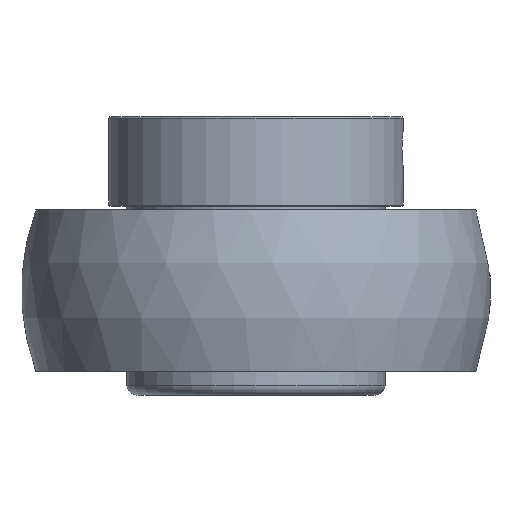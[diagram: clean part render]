
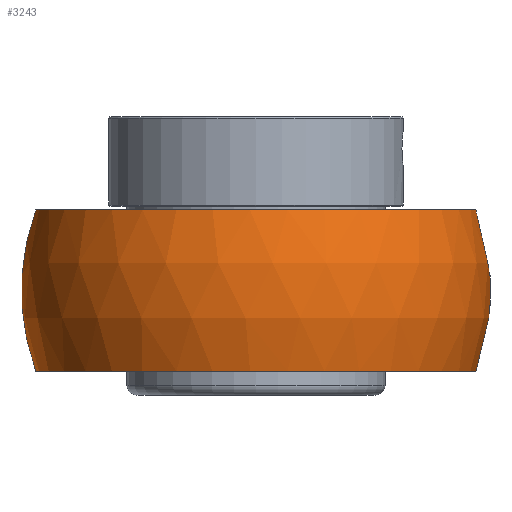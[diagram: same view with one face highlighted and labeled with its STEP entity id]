
A CAD part, front view. The second image highlights one B-rep face of the part: STEP entity #3243.
In plain terms, the highlighted spherical face has radius 48 mm.
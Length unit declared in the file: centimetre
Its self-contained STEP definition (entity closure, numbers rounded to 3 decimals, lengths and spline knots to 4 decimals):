
#3155=CARTESIAN_POINT('',(0.,0.,0.));
#3156=DIRECTION('',(0.,0.,1.));
#3157=DIRECTION('',(1.,0.,0.));
#3158=AXIS2_PLACEMENT_3D('',#3155,#3156,#3157);
#3159=SPHERICAL_SURFACE('',#3158,4.8);
#3160=CARTESIAN_POINT('',(-4.5075,0.,1.65));
#3161=VERTEX_POINT('',#3160);
#3162=CARTESIAN_POINT('',(-4.5075,0.,-1.65));
#3163=VERTEX_POINT('',#3162);
#3164=CARTESIAN_POINT('',(0.,0.,0.));
#3165=DIRECTION('',(-0.,-1.,0.));
#3166=DIRECTION('',(-1.,0.,0.));
#3167=AXIS2_PLACEMENT_3D('',#3164,#3165,#3166);
#3168=CIRCLE('',#3167,4.8);
#3169=EDGE_CURVE('',#3161,#3163,#3168,.T.);
#3170=ORIENTED_EDGE('',*,*,#3169,.T.);
#3171=CARTESIAN_POINT('',(1.1303,4.3635,-1.65));
#3172=VERTEX_POINT('',#3171);
#3173=CARTESIAN_POINT('',(0.,0.,-1.65));
#3174=DIRECTION('',(-0.,-0.,-1.));
#3175=DIRECTION('',(0.,-1.,0.));
#3176=AXIS2_PLACEMENT_3D('',#3173,#3174,#3175);
#3177=CIRCLE('',#3176,4.5075);
#3178=EDGE_CURVE('',#3172,#3163,#3177,.T.);
#3179=ORIENTED_EDGE('',*,*,#3178,.F.);
#3180=CARTESIAN_POINT('',(1.9774,4.3635,-0.3));
#3181=VERTEX_POINT('',#3180);
#3182=CARTESIAN_POINT('',(0.,4.3635,0.));
#3183=DIRECTION('',(-0.,1.,0.));
#3184=DIRECTION('',(1.,0.,0.));
#3185=AXIS2_PLACEMENT_3D('',#3182,#3183,#3184);
#3186=CIRCLE('',#3185,2.);
#3187=EDGE_CURVE('',#3181,#3172,#3186,.T.);
#3188=ORIENTED_EDGE('',*,*,#3187,.F.);
#3189=CARTESIAN_POINT('',(4.7812,0.3,-0.3));
#3190=VERTEX_POINT('',#3189);
#3191=CARTESIAN_POINT('',(0.,0.,-0.3));
#3192=DIRECTION('',(0.,0.,-1.));
#3193=DIRECTION('',(0.,-1.,0.));
#3194=AXIS2_PLACEMENT_3D('',#3191,#3192,#3193);
#3195=CIRCLE('',#3194,4.7906);
#3196=EDGE_CURVE('',#3181,#3190,#3195,.T.);
#3197=ORIENTED_EDGE('',*,*,#3196,.T.);
#3198=CARTESIAN_POINT('',(4.7906,0.3,0.));
#3199=VERTEX_POINT('',#3198);
#3200=CARTESIAN_POINT('',(0.,0.3,0.));
#3201=DIRECTION('',(0.,-1.,0.));
#3202=DIRECTION('',(0.,0.,1.));
#3203=AXIS2_PLACEMENT_3D('',#3200,#3201,#3202);
#3204=CIRCLE('',#3203,4.7906);
#3205=EDGE_CURVE('',#3190,#3199,#3204,.T.);
#3206=ORIENTED_EDGE('',*,*,#3205,.T.);
#3207=CARTESIAN_POINT('',(4.7812,0.3,0.3));
#3208=VERTEX_POINT('',#3207);
#3209=CARTESIAN_POINT('',(0.,0.3,0.));
#3210=DIRECTION('',(0.,-1.,0.));
#3211=DIRECTION('',(0.,0.,1.));
#3212=AXIS2_PLACEMENT_3D('',#3209,#3210,#3211);
#3213=CIRCLE('',#3212,4.7906);
#3214=EDGE_CURVE('',#3199,#3208,#3213,.T.);
#3215=ORIENTED_EDGE('',*,*,#3214,.T.);
#3216=CARTESIAN_POINT('',(1.9774,4.3635,0.3));
#3217=VERTEX_POINT('',#3216);
#3218=CARTESIAN_POINT('',(0.,0.,0.3));
#3219=DIRECTION('',(0.,-0.,1.));
#3220=DIRECTION('',(0.,1.,0.));
#3221=AXIS2_PLACEMENT_3D('',#3218,#3219,#3220);
#3222=CIRCLE('',#3221,4.7906);
#3223=EDGE_CURVE('',#3208,#3217,#3222,.T.);
#3224=ORIENTED_EDGE('',*,*,#3223,.T.);
#3225=CARTESIAN_POINT('',(1.1303,4.3635,1.65));
#3226=VERTEX_POINT('',#3225);
#3227=CARTESIAN_POINT('',(0.,4.3635,0.));
#3228=DIRECTION('',(-0.,1.,0.));
#3229=DIRECTION('',(1.,0.,0.));
#3230=AXIS2_PLACEMENT_3D('',#3227,#3228,#3229);
#3231=CIRCLE('',#3230,2.);
#3232=EDGE_CURVE('',#3226,#3217,#3231,.T.);
#3233=ORIENTED_EDGE('',*,*,#3232,.F.);
#3234=CARTESIAN_POINT('',(0.,0.,1.65));
#3235=DIRECTION('',(0.,-0.,1.));
#3236=DIRECTION('',(0.,1.,0.));
#3237=AXIS2_PLACEMENT_3D('',#3234,#3235,#3236);
#3238=CIRCLE('',#3237,4.5075);
#3239=EDGE_CURVE('',#3161,#3226,#3238,.T.);
#3240=ORIENTED_EDGE('',*,*,#3239,.F.);
#3241=EDGE_LOOP('',(#3170,#3179,#3188,#3197,#3206,#3215,#3224,#3233,#3240));
#3242=FACE_BOUND('',#3241,.T.);
#3243=ADVANCED_FACE('',(#3242),#3159,.T.);
